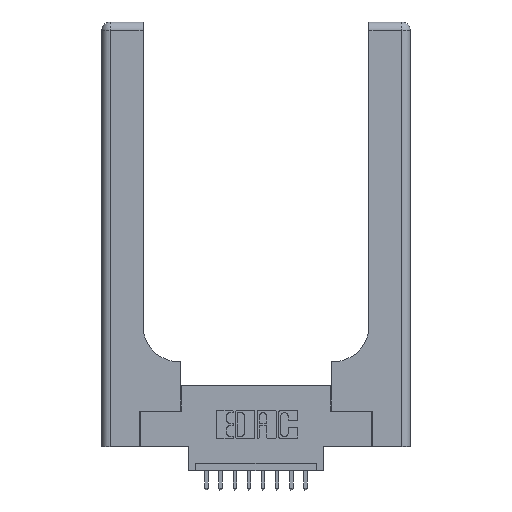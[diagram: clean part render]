
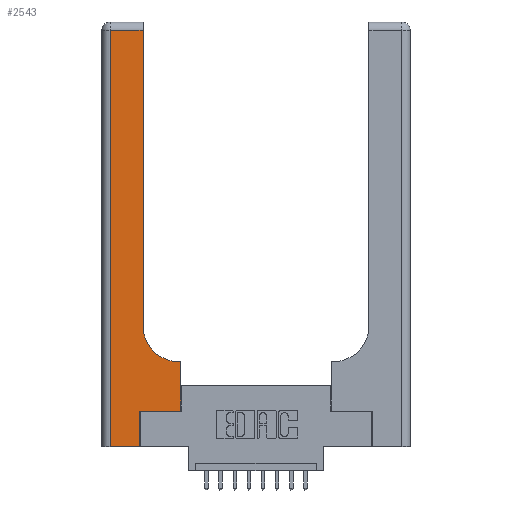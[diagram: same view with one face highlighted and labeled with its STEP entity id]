
A CAD part, top view. The second image highlights one B-rep face of the part: STEP entity #2543.
In plain terms, the highlighted planar face has unit normal (0, 0, 1).
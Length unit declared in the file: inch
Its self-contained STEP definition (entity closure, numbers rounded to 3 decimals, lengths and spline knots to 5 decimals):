
#205 = ORIENTED_EDGE ( 'NONE', *, *, #8660, .T. ) ;
#215 = VECTOR ( 'NONE', #3651, 39.37008 ) ;
#259 = DIRECTION ( 'NONE',  ( 0., 1., 0. ) ) ;
#368 = LINE ( 'NONE', #5036, #2055 ) ;
#572 = CARTESIAN_POINT ( 'NONE',  ( 0.5585, 0.25, 0.37 ) ) ;
#1180 = DIRECTION ( 'NONE',  ( 0., 0., -1. ) ) ;
#1235 = LINE ( 'NONE', #8765, #13949 ) ;
#1500 = EDGE_CURVE ( 'NONE', #12449, #4130, #13885, .T. ) ;
#1541 = AXIS2_PLACEMENT_3D ( 'NONE', #4659, #1180, #13285 ) ;
#1690 = VERTEX_POINT ( 'NONE', #9205 ) ;
#1775 = LINE ( 'NONE', #14480, #10060 ) ;
#1864 = EDGE_CURVE ( 'NONE', #14083, #1690, #2080, .T. ) ;
#2055 = VECTOR ( 'NONE', #14911, 39.37008 ) ;
#2067 = FACE_OUTER_BOUND ( 'NONE', #8226, .T. ) ;
#2080 = LINE ( 'NONE', #14667, #215 ) ;
#2309 = CARTESIAN_POINT ( 'NONE',  ( 0.5585, 0.6, 0.37 ) ) ;
#2543 = ADVANCED_FACE ( 'NONE', ( #2067 ), #14377, .F. ) ;
#2830 = VECTOR ( 'NONE', #4409, 39.37008 ) ;
#2915 = EDGE_CURVE ( 'NONE', #9756, #6727, #368, .T. ) ;
#3545 = EDGE_CURVE ( 'NONE', #11883, #9756, #5499, .T. ) ;
#3651 = DIRECTION ( 'NONE',  ( 0., -1., 0. ) ) ;
#4130 = VERTEX_POINT ( 'NONE', #15876 ) ;
#4241 = CARTESIAN_POINT ( 'NONE',  ( 0.5415, 0.6, 0.37 ) ) ;
#4409 = DIRECTION ( 'NONE',  ( 0., 1., 0. ) ) ;
#4612 = DIRECTION ( 'NONE',  ( 0., 1., 0. ) ) ;
#4659 = CARTESIAN_POINT ( 'NONE',  ( 0.5415, 0.85, 0.37 ) ) ;
#4700 = VECTOR ( 'NONE', #259, 39.37008 ) ;
#4815 = ORIENTED_EDGE ( 'NONE', *, *, #3545, .T. ) ;
#5023 = CARTESIAN_POINT ( 'NONE',  ( 0.2915, 2.94, 0.37 ) ) ;
#5036 = CARTESIAN_POINT ( 'NONE',  ( 0.269, 0.25, 0.37 ) ) ;
#5499 = LINE ( 'NONE', #10749, #13808 ) ;
#6057 = EDGE_CURVE ( 'NONE', #15742, #12449, #1235, .T. ) ;
#6727 = VERTEX_POINT ( 'NONE', #7383 ) ;
#6962 = CARTESIAN_POINT ( 'NONE',  ( 0.269, 0., 0.37 ) ) ;
#6982 = DIRECTION ( 'NONE',  ( -1., 0., 0. ) ) ;
#7383 = CARTESIAN_POINT ( 'NONE',  ( 0.5585, 0.25, 0.37 ) ) ;
#7537 = DIRECTION ( 'NONE',  ( -1., 0., 0. ) ) ;
#7637 = ORIENTED_EDGE ( 'NONE', *, *, #11964, .T. ) ;
#8149 = DIRECTION ( 'NONE',  ( 0., 0., -1. ) ) ;
#8226 = EDGE_LOOP ( 'NONE', ( #8734, #14365, #10248, #7637, #4815, #10433, #205, #11216, #12678 ) ) ;
#8660 = EDGE_CURVE ( 'NONE', #6727, #15742, #10550, .T. ) ;
#8713 = DIRECTION ( 'NONE',  ( -1., 0., 0. ) ) ;
#8719 = CARTESIAN_POINT ( 'NONE',  ( 0.2915, 3., 0.37 ) ) ;
#8734 = ORIENTED_EDGE ( 'NONE', *, *, #15159, .T. ) ;
#8765 = CARTESIAN_POINT ( 'NONE',  ( 0.2915, 0.6, 0.37 ) ) ;
#9205 = CARTESIAN_POINT ( 'NONE',  ( 0.06, 0., 0.37 ) ) ;
#9442 = CARTESIAN_POINT ( 'NONE',  ( 0., 3., 0.37 ) ) ;
#9756 = VERTEX_POINT ( 'NONE', #12485 ) ;
#10060 = VECTOR ( 'NONE', #13550, 39.37008 ) ;
#10089 = EDGE_CURVE ( 'NONE', #11333, #14083, #13987, .T. ) ;
#10248 = ORIENTED_EDGE ( 'NONE', *, *, #1864, .T. ) ;
#10340 = CARTESIAN_POINT ( 'NONE',  ( 0.06, 2.94, 0.37 ) ) ;
#10433 = ORIENTED_EDGE ( 'NONE', *, *, #2915, .T. ) ;
#10550 = LINE ( 'NONE', #572, #2830 ) ;
#10749 = CARTESIAN_POINT ( 'NONE',  ( 0.269, 0., 0.37 ) ) ;
#11216 = ORIENTED_EDGE ( 'NONE', *, *, #6057, .T. ) ;
#11333 = VERTEX_POINT ( 'NONE', #5023 ) ;
#11883 = VERTEX_POINT ( 'NONE', #6962 ) ;
#11964 = EDGE_CURVE ( 'NONE', #1690, #11883, #1775, .T. ) ;
#12449 = VERTEX_POINT ( 'NONE', #4241 ) ;
#12485 = CARTESIAN_POINT ( 'NONE',  ( 0.269, 0.25, 0.37 ) ) ;
#12678 = ORIENTED_EDGE ( 'NONE', *, *, #1500, .T. ) ;
#12905 = AXIS2_PLACEMENT_3D ( 'NONE', #9442, #8149, #6982 ) ;
#13285 = DIRECTION ( 'NONE',  ( 1., 0., 0. ) ) ;
#13550 = DIRECTION ( 'NONE',  ( 1., 0., 0. ) ) ;
#13808 = VECTOR ( 'NONE', #4612, 39.37008 ) ;
#13844 = CARTESIAN_POINT ( 'NONE',  ( 0., 2.94, 0.37 ) ) ;
#13885 = CIRCLE ( 'NONE', #1541, 0.25 ) ;
#13949 = VECTOR ( 'NONE', #8713, 39.37008 ) ;
#13987 = LINE ( 'NONE', #13844, #14965 ) ;
#14083 = VERTEX_POINT ( 'NONE', #10340 ) ;
#14365 = ORIENTED_EDGE ( 'NONE', *, *, #10089, .T. ) ;
#14377 = PLANE ( 'NONE',  #12905 ) ;
#14480 = CARTESIAN_POINT ( 'NONE',  ( 0., 0., 0.37 ) ) ;
#14538 = LINE ( 'NONE', #8719, #4700 ) ;
#14667 = CARTESIAN_POINT ( 'NONE',  ( 0.06, 3., 0.37 ) ) ;
#14911 = DIRECTION ( 'NONE',  ( 1., 0., 0. ) ) ;
#14965 = VECTOR ( 'NONE', #7537, 39.37008 ) ;
#15159 = EDGE_CURVE ( 'NONE', #4130, #11333, #14538, .T. ) ;
#15742 = VERTEX_POINT ( 'NONE', #2309 ) ;
#15876 = CARTESIAN_POINT ( 'NONE',  ( 0.2915, 0.85, 0.37 ) ) ;
